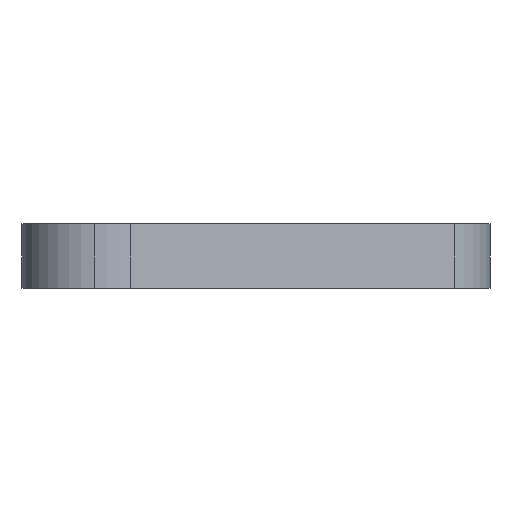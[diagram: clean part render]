
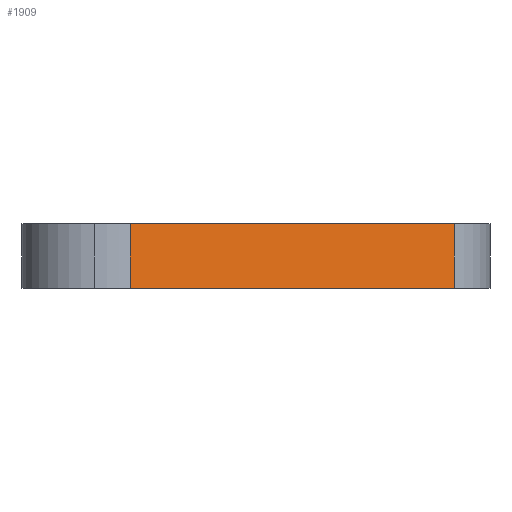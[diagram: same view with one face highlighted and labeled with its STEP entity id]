
A CAD part, left-side view. The second image highlights one B-rep face of the part: STEP entity #1909.
In plain terms, the highlighted planar face has unit normal (-0.866, -0.5, 0).
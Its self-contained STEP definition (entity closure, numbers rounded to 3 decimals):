
#121 = CARTESIAN_POINT ( 'NONE',  ( -3.464, -14., 0. ) ) ;
#141 = PLANE ( 'NONE',  #1628 ) ;
#165 = ORIENTED_EDGE ( 'NONE', *, *, #885, .T. ) ;
#172 = CARTESIAN_POINT ( 'NONE',  ( -3.464, -14., 3.6 ) ) ;
#301 = VECTOR ( 'NONE', #1710, 1000. ) ;
#423 = VECTOR ( 'NONE', #1224, 1000. ) ;
#469 = EDGE_CURVE ( 'NONE', #499, #1967, #1113, .T. ) ;
#499 = VERTEX_POINT ( 'NONE', #172 ) ;
#507 = LINE ( 'NONE', #1242, #2317 ) ;
#532 = CARTESIAN_POINT ( 'NONE',  ( -3.464, -14., 3.6 ) ) ;
#716 = CARTESIAN_POINT ( 'NONE',  ( -3.464, -14., 3.6 ) ) ;
#789 = LINE ( 'NONE', #2123, #1500 ) ;
#792 = ORIENTED_EDGE ( 'NONE', *, *, #1811, .F. ) ;
#885 = EDGE_CURVE ( 'NONE', #1595, #2357, #789, .T. ) ;
#1113 = LINE ( 'NONE', #532, #301 ) ;
#1163 = DIRECTION ( 'NONE',  ( -0.5, 0.866, 0. ) ) ;
#1191 = CARTESIAN_POINT ( 'NONE',  ( -13.856, 4., 0. ) ) ;
#1224 = DIRECTION ( 'NONE',  ( 0.5, -0.866, 0. ) ) ;
#1242 = CARTESIAN_POINT ( 'NONE',  ( -3.464, -14., 3.6 ) ) ;
#1257 = DIRECTION ( 'NONE',  ( 0.5, -0.866, 0. ) ) ;
#1274 = ORIENTED_EDGE ( 'NONE', *, *, #1452, .T. ) ;
#1334 = DIRECTION ( 'NONE',  ( 0., 0., -1. ) ) ;
#1419 = EDGE_LOOP ( 'NONE', ( #1274, #1717, #792, #165 ) ) ;
#1452 = EDGE_CURVE ( 'NONE', #2357, #1967, #1603, .T. ) ;
#1500 = VECTOR ( 'NONE', #1334, 1000. ) ;
#1506 = FACE_OUTER_BOUND ( 'NONE', #1419, .T. ) ;
#1595 = VERTEX_POINT ( 'NONE', #2192 ) ;
#1603 = LINE ( 'NONE', #2381, #423 ) ;
#1628 = AXIS2_PLACEMENT_3D ( 'NONE', #716, #1728, #1163 ) ;
#1710 = DIRECTION ( 'NONE',  ( 0., 0., -1. ) ) ;
#1717 = ORIENTED_EDGE ( 'NONE', *, *, #469, .F. ) ;
#1728 = DIRECTION ( 'NONE',  ( 0.866, 0.5, 0. ) ) ;
#1811 = EDGE_CURVE ( 'NONE', #1595, #499, #507, .T. ) ;
#1909 = ADVANCED_FACE ( 'NONE', ( #1506 ), #141, .F. ) ;
#1967 = VERTEX_POINT ( 'NONE', #121 ) ;
#2123 = CARTESIAN_POINT ( 'NONE',  ( -13.856, 4., 3.6 ) ) ;
#2192 = CARTESIAN_POINT ( 'NONE',  ( -13.856, 4., 3.6 ) ) ;
#2317 = VECTOR ( 'NONE', #1257, 1000. ) ;
#2357 = VERTEX_POINT ( 'NONE', #1191 ) ;
#2381 = CARTESIAN_POINT ( 'NONE',  ( -3.464, -14., 0. ) ) ;
